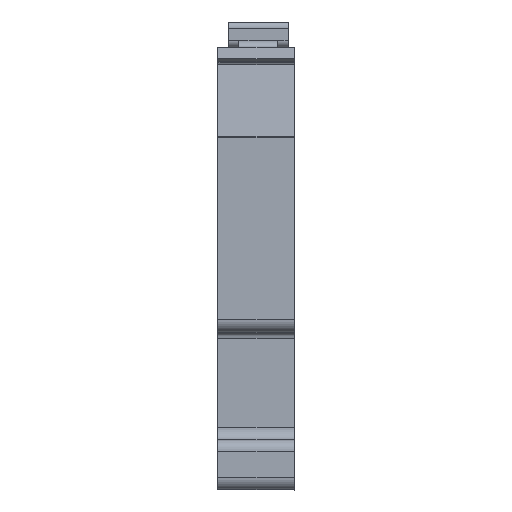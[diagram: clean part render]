
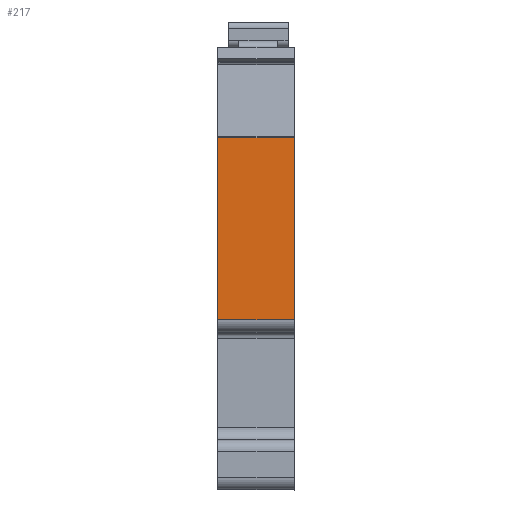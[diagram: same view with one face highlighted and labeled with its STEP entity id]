
A CAD part, left-side view. The second image highlights one B-rep face of the part: STEP entity #217.
In plain terms, the highlighted planar face has unit normal (-1, 0, 0).
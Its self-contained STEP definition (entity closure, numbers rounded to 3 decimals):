
#217 = ADVANCED_FACE( '', ( #505 ), #506, .F. );
#505 = FACE_OUTER_BOUND( '', #861, .T. );
#506 = PLANE( '', #862 );
#861 = EDGE_LOOP( '', ( #1489, #1490, #1491, #1492 ) );
#862 = AXIS2_PLACEMENT_3D( '', #1493, #1494, #1495 );
#1489 = ORIENTED_EDGE( '', *, *, #2455, .F. );
#1490 = ORIENTED_EDGE( '', *, *, #2456, .F. );
#1491 = ORIENTED_EDGE( '', *, *, #2457, .T. );
#1492 = ORIENTED_EDGE( '', *, *, #2263, .T. );
#1493 = CARTESIAN_POINT( '', ( -28.05, -6.273, -4.871 ) );
#1494 = DIRECTION( '', ( 1., 0., 0. ) );
#1495 = DIRECTION( '', ( 0., 1., 0. ) );
#2263 = EDGE_CURVE( '', #2756, #2754, #2757, .T. );
#2455 = EDGE_CURVE( '', #3068, #2754, #3069, .T. );
#2456 = EDGE_CURVE( '', #3070, #3068, #3071, .F. );
#2457 = EDGE_CURVE( '', #3070, #2756, #3072, .F. );
#2754 = VERTEX_POINT( '', #3450 );
#2756 = VERTEX_POINT( '', #3452 );
#2757 = LINE( '', #3453, #3454 );
#3068 = VERTEX_POINT( '', #3896 );
#3069 = LINE( '', #3897, #3898 );
#3070 = VERTEX_POINT( '', #3899 );
#3071 = LINE( '', #3900, #3901 );
#3072 = LINE( '', #3902, #3903 );
#3450 = CARTESIAN_POINT( '', ( -28.05, 0., -4.775 ) );
#3452 = CARTESIAN_POINT( '', ( -28.05, 0., 9.776 ) );
#3453 = CARTESIAN_POINT( '', ( -28.05, 0., -4.871 ) );
#3454 = VECTOR( '', #4340, 1000. );
#3896 = CARTESIAN_POINT( '', ( -28.05, -6.15, -4.775 ) );
#3897 = CARTESIAN_POINT( '', ( -28.05, -6.15, -4.775 ) );
#3898 = VECTOR( '', #4538, 1000. );
#3899 = CARTESIAN_POINT( '', ( -28.05, -6.15, 9.776 ) );
#3900 = CARTESIAN_POINT( '', ( -28.05, -6.15, 17.733 ) );
#3901 = VECTOR( '', #4539, 1000. );
#3902 = CARTESIAN_POINT( '', ( -28.05, -6.273, 9.776 ) );
#3903 = VECTOR( '', #4540, 1000. );
#4340 = DIRECTION( '', ( 0., 0., -1. ) );
#4538 = DIRECTION( '', ( 0., 1., 0. ) );
#4539 = DIRECTION( '', ( 0., 0., 1. ) );
#4540 = DIRECTION( '', ( 0., -1., 0. ) );
